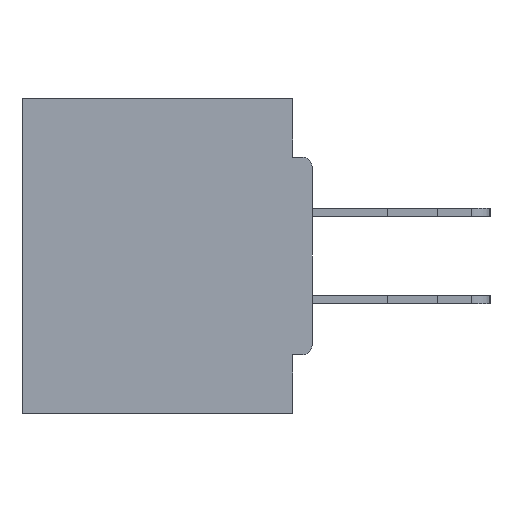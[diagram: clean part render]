
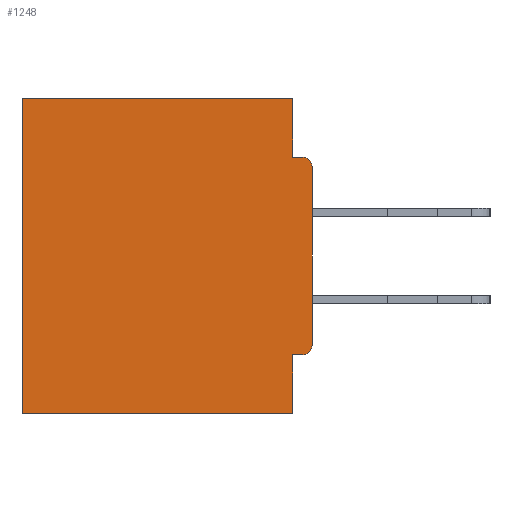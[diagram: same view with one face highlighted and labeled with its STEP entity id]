
A CAD part, left-side view. The second image highlights one B-rep face of the part: STEP entity #1248.
In plain terms, the highlighted planar face has unit normal (-1, 0, 0).
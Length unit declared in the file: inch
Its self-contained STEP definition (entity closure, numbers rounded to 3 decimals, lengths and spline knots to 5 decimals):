
#439 = CIRCLE ( 'NONE', #17046, 0.015 ) ;
#1132 = CARTESIAN_POINT ( 'NONE',  ( 0.298, 0.031, -0.4065 ) ) ;
#1248 = ADVANCED_FACE ( 'NONE', ( #15801 ), #30616, .F. ) ;
#1626 = EDGE_CURVE ( 'NONE', #26418, #41497, #33659, .T. ) ;
#1657 = LINE ( 'NONE', #37454, #8819 ) ;
#1941 = DIRECTION ( 'NONE',  ( 0., 0., -1. ) ) ;
#2020 = CARTESIAN_POINT ( 'NONE',  ( 0.298, 0.015, -0.0935 ) ) ;
#2794 = VECTOR ( 'NONE', #13742, 39.37008 ) ;
#3412 = VERTEX_POINT ( 'NONE', #18071 ) ;
#3661 = LINE ( 'NONE', #34253, #22669 ) ;
#3926 = CARTESIAN_POINT ( 'NONE',  ( 0.298, 0.031, -0.5 ) ) ;
#3965 = CARTESIAN_POINT ( 'NONE',  ( 0.298, 0., -0.4065 ) ) ;
#4068 = VERTEX_POINT ( 'NONE', #1132 ) ;
#4249 = EDGE_LOOP ( 'NONE', ( #7906, #9795, #37082, #8200, #21418, #8971, #41948, #20616, #11403, #35731 ) ) ;
#4595 = VERTEX_POINT ( 'NONE', #3926 ) ;
#7906 = ORIENTED_EDGE ( 'NONE', *, *, #1626, .T. ) ;
#8200 = ORIENTED_EDGE ( 'NONE', *, *, #12716, .T. ) ;
#8730 = DIRECTION ( 'NONE',  ( 0., 0., -1. ) ) ;
#8819 = VECTOR ( 'NONE', #40191, 39.37008 ) ;
#8947 = DIRECTION ( 'NONE',  ( 0., 1., 0. ) ) ;
#8971 = ORIENTED_EDGE ( 'NONE', *, *, #34638, .F. ) ;
#9307 = VECTOR ( 'NONE', #20817, 39.37008 ) ;
#9653 = CARTESIAN_POINT ( 'NONE',  ( 0.298, 0., -0.3915 ) ) ;
#9668 = CARTESIAN_POINT ( 'NONE',  ( 0.298, 0.46, 0. ) ) ;
#9795 = ORIENTED_EDGE ( 'NONE', *, *, #41283, .F. ) ;
#10204 = CARTESIAN_POINT ( 'NONE',  ( 0.298, 0.46, -0.5 ) ) ;
#10662 = DIRECTION ( 'NONE',  ( 1., 0., 0. ) ) ;
#11305 = CARTESIAN_POINT ( 'NONE',  ( 0.298, 0.031, -0.0935 ) ) ;
#11321 = DIRECTION ( 'NONE',  ( -1., 0., 0. ) ) ;
#11403 = ORIENTED_EDGE ( 'NONE', *, *, #17974, .T. ) ;
#11496 = CARTESIAN_POINT ( 'NONE',  ( 0.298, 0., -0.1085 ) ) ;
#11783 = AXIS2_PLACEMENT_3D ( 'NONE', #27192, #10662, #40027 ) ;
#12716 = EDGE_CURVE ( 'NONE', #19834, #28944, #39877, .T. ) ;
#13686 = DIRECTION ( 'NONE',  ( 0., 0., -1. ) ) ;
#13742 = DIRECTION ( 'NONE',  ( 0., 0., -1. ) ) ;
#15079 = CARTESIAN_POINT ( 'NONE',  ( 0.298, 0., 0. ) ) ;
#15641 = EDGE_CURVE ( 'NONE', #4068, #4595, #3661, .T. ) ;
#15801 = FACE_OUTER_BOUND ( 'NONE', #4249, .T. ) ;
#16006 = LINE ( 'NONE', #3965, #36914 ) ;
#16140 = EDGE_CURVE ( 'NONE', #28944, #35239, #1657, .T. ) ;
#16223 = LINE ( 'NONE', #18384, #39713 ) ;
#17046 = AXIS2_PLACEMENT_3D ( 'NONE', #17261, #33211, #13686 ) ;
#17261 = CARTESIAN_POINT ( 'NONE',  ( 0.298, 0.015, -0.3915 ) ) ;
#17912 = CARTESIAN_POINT ( 'NONE',  ( 0.298, 0.031, 0. ) ) ;
#17974 = EDGE_CURVE ( 'NONE', #3412, #41604, #439, .T. ) ;
#18071 = CARTESIAN_POINT ( 'NONE',  ( 0.298, 0.015, -0.4065 ) ) ;
#18384 = CARTESIAN_POINT ( 'NONE',  ( 0.298, 0., -0.5 ) ) ;
#19834 = VERTEX_POINT ( 'NONE', #17912 ) ;
#20317 = CARTESIAN_POINT ( 'NONE',  ( 0.298, 0., 0. ) ) ;
#20616 = ORIENTED_EDGE ( 'NONE', *, *, #21974, .F. ) ;
#20817 = DIRECTION ( 'NONE',  ( 0., -1., 0. ) ) ;
#21039 = CARTESIAN_POINT ( 'NONE',  ( 0.298, 0.015, -0.1085 ) ) ;
#21418 = ORIENTED_EDGE ( 'NONE', *, *, #16140, .T. ) ;
#21974 = EDGE_CURVE ( 'NONE', #3412, #4068, #16006, .T. ) ;
#22669 = VECTOR ( 'NONE', #1941, 39.37008 ) ;
#23823 = LINE ( 'NONE', #20317, #2794 ) ;
#24941 = AXIS2_PLACEMENT_3D ( 'NONE', #21039, #11321, #8730 ) ;
#25558 = DIRECTION ( 'NONE',  ( 0., 0., -1. ) ) ;
#26418 = VERTEX_POINT ( 'NONE', #11496 ) ;
#26739 = EDGE_CURVE ( 'NONE', #26418, #41604, #23823, .T. ) ;
#27192 = CARTESIAN_POINT ( 'NONE',  ( 0.298, 0., 0. ) ) ;
#27645 = VECTOR ( 'NONE', #28195, 39.37008 ) ;
#27920 = EDGE_CURVE ( 'NONE', #19834, #29709, #28560, .T. ) ;
#28195 = DIRECTION ( 'NONE',  ( 0., 1., 0. ) ) ;
#28560 = LINE ( 'NONE', #38102, #41309 ) ;
#28944 = VERTEX_POINT ( 'NONE', #9668 ) ;
#29171 = LINE ( 'NONE', #33938, #9307 ) ;
#29709 = VERTEX_POINT ( 'NONE', #11305 ) ;
#30280 = DIRECTION ( 'NONE',  ( 0., 1., 0. ) ) ;
#30616 = PLANE ( 'NONE',  #11783 ) ;
#33211 = DIRECTION ( 'NONE',  ( -1., 0., 0. ) ) ;
#33659 = CIRCLE ( 'NONE', #24941, 0.015 ) ;
#33938 = CARTESIAN_POINT ( 'NONE',  ( 0.298, 0., -0.0935 ) ) ;
#34253 = CARTESIAN_POINT ( 'NONE',  ( 0.298, 0.031, -0.5 ) ) ;
#34638 = EDGE_CURVE ( 'NONE', #4595, #35239, #16223, .T. ) ;
#35239 = VERTEX_POINT ( 'NONE', #10204 ) ;
#35731 = ORIENTED_EDGE ( 'NONE', *, *, #26739, .F. ) ;
#36914 = VECTOR ( 'NONE', #30280, 39.37008 ) ;
#37082 = ORIENTED_EDGE ( 'NONE', *, *, #27920, .F. ) ;
#37454 = CARTESIAN_POINT ( 'NONE',  ( 0.298, 0.46, 0. ) ) ;
#38102 = CARTESIAN_POINT ( 'NONE',  ( 0.298, 0.031, -0.5 ) ) ;
#39713 = VECTOR ( 'NONE', #8947, 39.37008 ) ;
#39877 = LINE ( 'NONE', #15079, #27645 ) ;
#40027 = DIRECTION ( 'NONE',  ( 0., 0., -1. ) ) ;
#40191 = DIRECTION ( 'NONE',  ( 0., 0., -1. ) ) ;
#41283 = EDGE_CURVE ( 'NONE', #29709, #41497, #29171, .T. ) ;
#41309 = VECTOR ( 'NONE', #25558, 39.37008 ) ;
#41497 = VERTEX_POINT ( 'NONE', #2020 ) ;
#41604 = VERTEX_POINT ( 'NONE', #9653 ) ;
#41948 = ORIENTED_EDGE ( 'NONE', *, *, #15641, .F. ) ;
